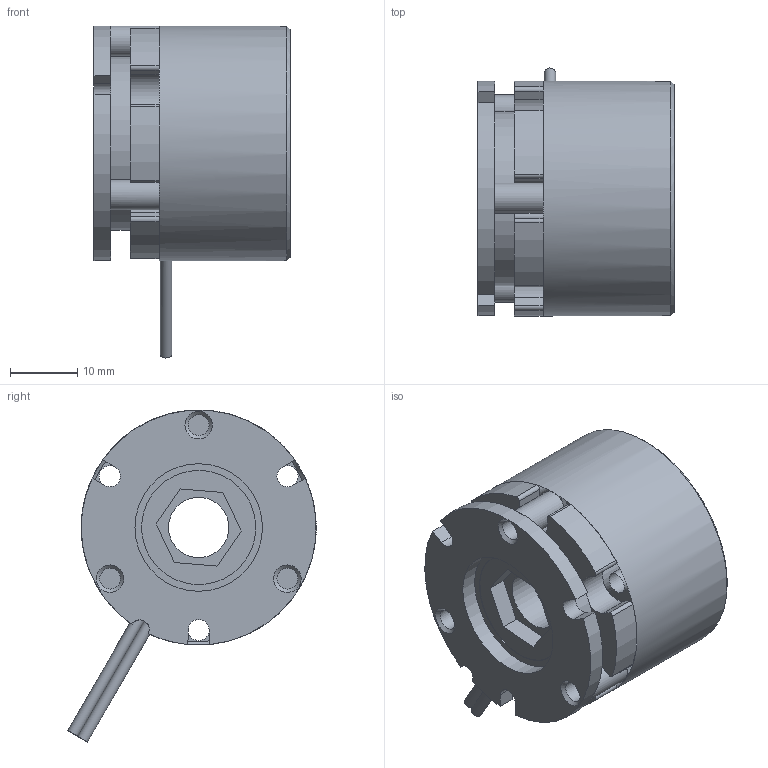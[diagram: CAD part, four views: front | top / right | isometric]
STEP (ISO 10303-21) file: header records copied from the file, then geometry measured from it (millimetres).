
FILE_DESCRIPTION((''),'2;1');
FILE_NAME('BRAKE-BWA-0.25-5.stp','2015-04-23T17:01:48',('Administrator'),(''),'Autodesk Inventor 2013','Autodesk Inventor 2013','');
FILE_SCHEMA(('AUTOMOTIVE_DESIGN { 1 0 10303 214 1 1 1 1 }'));
Length unit declared in the file: millimetre
Products named in the file (1): 零件1
Bounding box: 29.2 x 37 x 49.45 mm (x, y, z)
Surface area: 10797.9 mm2 (no closed solid volume)
Topology: 0 solids, 4 shells, 99 faces, 256 edges, 167 vertices
Faces by surface type: cylinder 55, plane 40, cone 4
Full cylindrical faces by diameter (mm): 1.7 x2, 2.5 x2, 3.1 x3, 3.2 x3, 4.5 x3, 9 x2, 17 x1, 19 x1, 26 x1
Entity records: 3140 total; most frequent: CARTESIAN_POINT 598, DIRECTION 538, ORIENTED_EDGE 466, EDGE_CURVE 233, AXIS2_PLACEMENT_3D 213, VERTEX_POINT 163, EDGE_LOOP 141, CIRCLE 113
